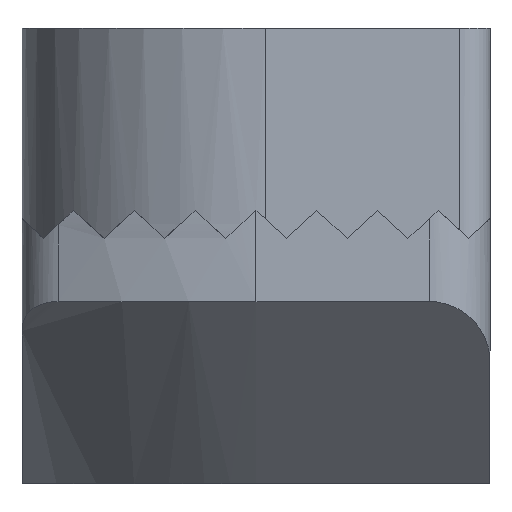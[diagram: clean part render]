
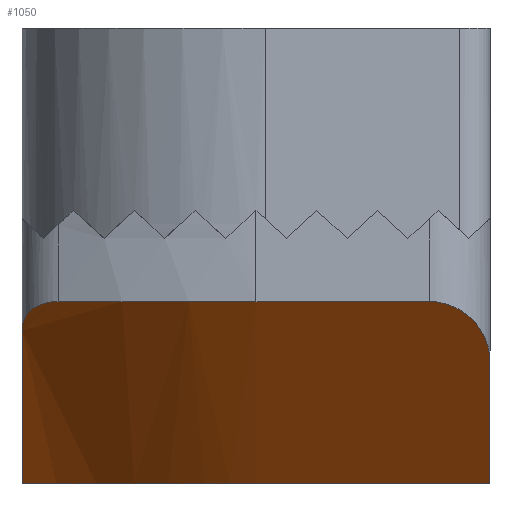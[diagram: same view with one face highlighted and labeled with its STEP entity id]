
A CAD part, left-side view. The second image highlights one B-rep face of the part: STEP entity #1050.
In plain terms, the highlighted free-form (B-spline) face has degree [3, 1] with [8, 2] control points.
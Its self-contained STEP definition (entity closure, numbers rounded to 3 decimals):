
#139=FACE_OUTER_BOUND('',#192,.T.);
#192=EDGE_LOOP('',(#773,#774,#775,#776,#777,#778,#779,#780));
#232=B_SPLINE_CURVE_WITH_KNOTS('',3,(#1654,#1655,#1656,#1657,#1658,#1659,
#1660,#1661,#1662,#1663,#1664,#1665),.UNSPECIFIED.,.F.,.F.,(4,2,2,2,2,4),
(-0.123,-0.109,-0.064,-0.036,
-0.017,0.),.UNSPECIFIED.);
#233=B_SPLINE_CURVE_WITH_KNOTS('',3,(#1763,#1764,#1765,#1766,#1767,#1768,
#1769,#1770,#1771,#1772),.UNSPECIFIED.,.F.,.F.,(4,3,3,4),(0.,
0.001,0.002,0.004),
 .UNSPECIFIED.);
#234=B_SPLINE_CURVE_WITH_KNOTS('',3,(#1774,#1775,#1776,#1777,#1778,#1779),
 .UNSPECIFIED.,.F.,.F.,(4,2,4),(0.027,0.262,0.524),
 .UNSPECIFIED.);
#235=B_SPLINE_CURVE_WITH_KNOTS('',3,(#1784,#1785,#1786,#1787,#1788,#1789,
#1790,#1791,#1792,#1793,#1794,#1795,#1796,#1797),.UNSPECIFIED.,.F.,.F.,
(4,2,2,2,2,2,4),(-0.202,-0.189,-0.174,
-0.142,-0.095,-0.046,0.),
 .UNSPECIFIED.);
#236=B_SPLINE_CURVE_WITH_KNOTS('',3,(#1798,#1799,#1800,#1801,#1802,#1803,
#1804,#1805,#1806,#1807,#1808,#1809,#1810,#1811,#1812,#1813),
 .UNSPECIFIED.,.F.,.F.,(4,2,2,2,2,2,2,4),(-0.218,-0.11,
-0.055,-0.028,-0.014,-0.008,
-0.004,0.),.UNSPECIFIED.);
#244=LINE('',#1629,#334);
#279=LINE('',#1781,#369);
#280=LINE('',#1783,#370);
#334=VECTOR('',#1247,10.);
#369=VECTOR('',#1346,10.);
#370=VECTOR('',#1347,10.);
#438=VERTEX_POINT('',#1627);
#439=VERTEX_POINT('',#1628);
#450=VERTEX_POINT('',#1651);
#451=VERTEX_POINT('',#1653);
#478=VERTEX_POINT('',#1762);
#479=VERTEX_POINT('',#1773);
#480=VERTEX_POINT('',#1780);
#481=VERTEX_POINT('',#1782);
#542=EDGE_CURVE('',#438,#439,#244,.T.);
#554=EDGE_CURVE('',#450,#451,#232,.T.);
#595=EDGE_CURVE('',#478,#450,#233,.T.);
#596=EDGE_CURVE('',#478,#479,#234,.T.);
#597=EDGE_CURVE('',#479,#480,#279,.T.);
#598=EDGE_CURVE('',#481,#480,#280,.T.);
#599=EDGE_CURVE('',#439,#481,#235,.T.);
#600=EDGE_CURVE('',#451,#438,#236,.T.);
#773=ORIENTED_EDGE('',*,*,#554,.F.);
#774=ORIENTED_EDGE('',*,*,#595,.F.);
#775=ORIENTED_EDGE('',*,*,#596,.T.);
#776=ORIENTED_EDGE('',*,*,#597,.T.);
#777=ORIENTED_EDGE('',*,*,#598,.F.);
#778=ORIENTED_EDGE('',*,*,#599,.F.);
#779=ORIENTED_EDGE('',*,*,#542,.F.);
#780=ORIENTED_EDGE('',*,*,#600,.F.);
#975=B_SPLINE_SURFACE_WITH_KNOTS('',3,1,((#1746,#1747),(#1748,#1749),(#1750,
#1751),(#1752,#1753),(#1754,#1755),(#1756,#1757),(#1758,#1759),(#1760,#1761)),
 .UNSPECIFIED.,.F.,.F.,.F.,(4,2,2,4),(2,2),(0.,0.262,0.524,
1.),(0.,1.),.UNSPECIFIED.);
#1050=ADVANCED_FACE('',(#139),#975,.T.);
#1247=DIRECTION('',(0.,-1.,0.));
#1346=DIRECTION('',(0.,-1.,0.));
#1347=DIRECTION('',(0.707,0.,-0.707));
#1627=CARTESIAN_POINT('',(-8.,0.,-1.5));
#1628=CARTESIAN_POINT('',(-8.,-2.85,-1.5));
#1629=CARTESIAN_POINT('',(-8.,0.,-1.5));
#1651=CARTESIAN_POINT('',(-6.394,3.85,-1.984));
#1653=CARTESIAN_POINT('',(-7.307,3.257,-1.5));
#1654=CARTESIAN_POINT('Ctrl Pts',(-6.394,3.85,-1.984));
#1655=CARTESIAN_POINT('Ctrl Pts',(-6.435,3.85,-1.951));
#1656=CARTESIAN_POINT('Ctrl Pts',(-6.477,3.847,-1.919));
#1657=CARTESIAN_POINT('Ctrl Pts',(-6.656,3.825,-1.79));
#1658=CARTESIAN_POINT('Ctrl Pts',(-6.787,3.779,-1.709));
#1659=CARTESIAN_POINT('Ctrl Pts',(-6.976,3.667,-1.607));
#1660=CARTESIAN_POINT('Ctrl Pts',(-7.046,3.613,-1.575));
#1661=CARTESIAN_POINT('Ctrl Pts',(-7.152,3.505,-1.533));
#1662=CARTESIAN_POINT('Ctrl Pts',(-7.192,3.455,-1.519));
#1663=CARTESIAN_POINT('Ctrl Pts',(-7.258,3.356,-1.504));
#1664=CARTESIAN_POINT('Ctrl Pts',(-7.284,3.308,-1.5));
#1665=CARTESIAN_POINT('Ctrl Pts',(-7.307,3.257,-1.5));
#1746=CARTESIAN_POINT('Ctrl Pts',(-3.,4.,-4.5));
#1747=CARTESIAN_POINT('Ctrl Pts',(-6.928,4.,-1.5));
#1748=CARTESIAN_POINT('Ctrl Pts',(-3.618,3.536,-4.5));
#1749=CARTESIAN_POINT('Ctrl Pts',(-7.277,3.395,-1.5));
#1750=CARTESIAN_POINT('Ctrl Pts',(-4.133,2.92,-4.5));
#1751=CARTESIAN_POINT('Ctrl Pts',(-7.543,2.753,-1.5));
#1752=CARTESIAN_POINT('Ctrl Pts',(-4.824,1.527,-4.5));
#1753=CARTESIAN_POINT('Ctrl Pts',(-7.905,1.414,-1.5));
#1754=CARTESIAN_POINT('Ctrl Pts',(-5.,0.753,-4.5));
#1755=CARTESIAN_POINT('Ctrl Pts',(-8.,0.716,-1.5));
#1756=CARTESIAN_POINT('Ctrl Pts',(-5.,-1.368,-4.5));
#1757=CARTESIAN_POINT('Ctrl Pts',(-8.,-1.3,-1.5));
#1758=CARTESIAN_POINT('Ctrl Pts',(-5.,-2.667,-4.5));
#1759=CARTESIAN_POINT('Ctrl Pts',(-8.,-2.667,-1.5));
#1760=CARTESIAN_POINT('Ctrl Pts',(-5.,-4.,-4.5));
#1761=CARTESIAN_POINT('Ctrl Pts',(-8.,-4.,-1.5));
#1762=CARTESIAN_POINT('',(-3.19,3.85,-4.5));
#1763=CARTESIAN_POINT('Ctrl Pts',(-3.19,3.85,-4.5));
#1764=CARTESIAN_POINT('Ctrl Pts',(-3.513,3.85,-4.245));
#1765=CARTESIAN_POINT('Ctrl Pts',(-3.837,3.85,-3.99));
#1766=CARTESIAN_POINT('Ctrl Pts',(-4.16,3.85,-3.735));
#1767=CARTESIAN_POINT('Ctrl Pts',(-4.484,3.85,-3.48));
#1768=CARTESIAN_POINT('Ctrl Pts',(-4.808,3.85,-3.226));
#1769=CARTESIAN_POINT('Ctrl Pts',(-5.132,3.85,-2.971));
#1770=CARTESIAN_POINT('Ctrl Pts',(-5.552,3.85,-2.642));
#1771=CARTESIAN_POINT('Ctrl Pts',(-5.973,3.85,-2.312));
#1772=CARTESIAN_POINT('Ctrl Pts',(-6.394,3.85,-1.984));
#1773=CARTESIAN_POINT('',(-5.,0.,-4.5));
#1774=CARTESIAN_POINT('Ctrl Pts',(-3.19,3.85,-4.5));
#1775=CARTESIAN_POINT('Ctrl Pts',(-3.724,3.407,-4.5));
#1776=CARTESIAN_POINT('Ctrl Pts',(-4.169,2.847,-4.5));
#1777=CARTESIAN_POINT('Ctrl Pts',(-4.824,1.527,-4.5));
#1778=CARTESIAN_POINT('Ctrl Pts',(-5.,0.753,-4.5));
#1779=CARTESIAN_POINT('Ctrl Pts',(-5.,0.,-4.5));
#1780=CARTESIAN_POINT('',(-5.,-3.85,-4.5));
#1781=CARTESIAN_POINT('',(-5.,0.,-4.5));
#1782=CARTESIAN_POINT('',(-7.,-3.85,-2.5));
#1783=CARTESIAN_POINT('',(-7.,-3.85,-2.5));
#1784=CARTESIAN_POINT('Ctrl Pts',(-8.,-2.85,-1.5));
#1785=CARTESIAN_POINT('Ctrl Pts',(-8.,-2.888,-1.5));
#1786=CARTESIAN_POINT('Ctrl Pts',(-7.998,-2.925,-1.502));
#1787=CARTESIAN_POINT('Ctrl Pts',(-7.989,-3.006,-1.511));
#1788=CARTESIAN_POINT('Ctrl Pts',(-7.981,-3.049,-1.519));
#1789=CARTESIAN_POINT('Ctrl Pts',(-7.949,-3.179,-1.551));
#1790=CARTESIAN_POINT('Ctrl Pts',(-7.916,-3.26,-1.584));
#1791=CARTESIAN_POINT('Ctrl Pts',(-7.816,-3.44,-1.684));
#1792=CARTESIAN_POINT('Ctrl Pts',(-7.739,-3.535,-1.761));
#1793=CARTESIAN_POINT('Ctrl Pts',(-7.547,-3.697,-1.953));
#1794=CARTESIAN_POINT('Ctrl Pts',(-7.437,-3.757,-2.063));
#1795=CARTESIAN_POINT('Ctrl Pts',(-7.22,-3.832,-2.28));
#1796=CARTESIAN_POINT('Ctrl Pts',(-7.109,-3.85,-2.391));
#1797=CARTESIAN_POINT('Ctrl Pts',(-7.,-3.85,-2.5));
#1798=CARTESIAN_POINT('Ctrl Pts',(-7.307,3.257,-1.5));
#1799=CARTESIAN_POINT('Ctrl Pts',(-7.535,2.746,-1.5));
#1800=CARTESIAN_POINT('Ctrl Pts',(-7.708,2.212,-1.5));
#1801=CARTESIAN_POINT('Ctrl Pts',(-7.883,1.393,-1.5));
#1802=CARTESIAN_POINT('Ctrl Pts',(-7.926,1.119,-1.5));
#1803=CARTESIAN_POINT('Ctrl Pts',(-7.97,0.704,-1.5));
#1804=CARTESIAN_POINT('Ctrl Pts',(-7.981,0.564,-1.5));
#1805=CARTESIAN_POINT('Ctrl Pts',(-7.992,0.353,-1.5));
#1806=CARTESIAN_POINT('Ctrl Pts',(-7.995,0.283,-1.5));
#1807=CARTESIAN_POINT('Ctrl Pts',(-7.998,0.177,-1.5));
#1808=CARTESIAN_POINT('Ctrl Pts',(-7.999,0.142,-1.5));
#1809=CARTESIAN_POINT('Ctrl Pts',(-8.,0.089,
-1.5));
#1810=CARTESIAN_POINT('Ctrl Pts',(-8.,0.071,
-1.5));
#1811=CARTESIAN_POINT('Ctrl Pts',(-8.,0.032,
-1.5));
#1812=CARTESIAN_POINT('Ctrl Pts',(-8.,0.014,-1.5));
#1813=CARTESIAN_POINT('Ctrl Pts',(-8.,0.,-1.5));
